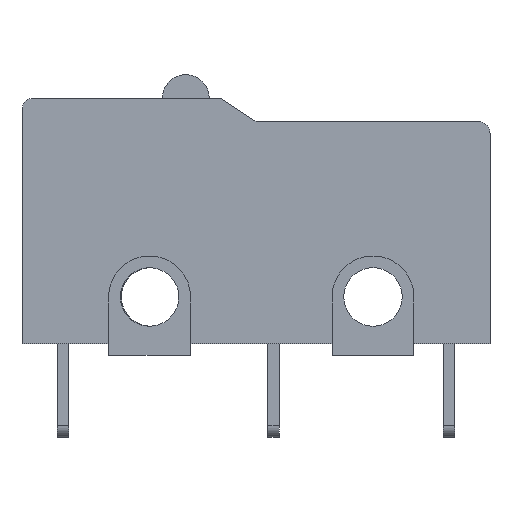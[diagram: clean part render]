
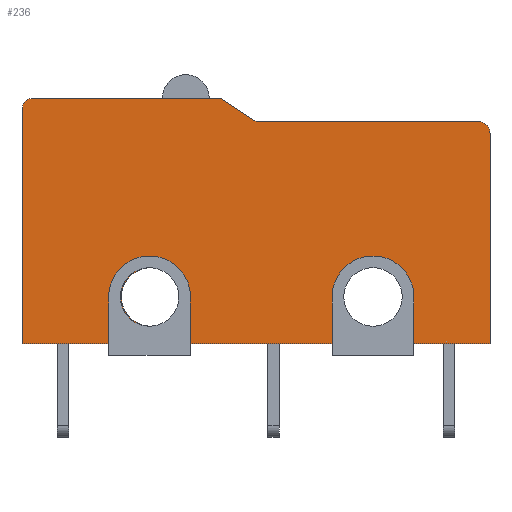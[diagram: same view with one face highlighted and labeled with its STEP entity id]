
A CAD part, front view. The second image highlights one B-rep face of the part: STEP entity #236.
In plain terms, the highlighted face is planar.
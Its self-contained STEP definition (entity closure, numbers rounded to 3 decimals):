
#75 = VERTEX_POINT('',#76);
#76 = CARTESIAN_POINT('',(20.,0.,6.));
#82 = EDGE_CURVE('',#75,#83,#85,.T.);
#83 = VERTEX_POINT('',#84);
#84 = CARTESIAN_POINT('',(20.,9.,6.));
#85 = LINE('',#86,#87);
#86 = CARTESIAN_POINT('',(20.,0.,6.));
#87 = VECTOR('',#88,1.);
#88 = DIRECTION('',(0.,1.,0.));
#193 = VERTEX_POINT('',#194);
#194 = CARTESIAN_POINT('',(19.5,9.5,6.));
#200 = EDGE_CURVE('',#83,#193,#201,.T.);
#201 = CIRCLE('',#202,0.5);
#202 = AXIS2_PLACEMENT_3D('',#203,#204,#205);
#203 = CARTESIAN_POINT('',(19.5,9.,6.));
#204 = DIRECTION('',(-0.,0.,1.));
#205 = DIRECTION('',(0.,-1.,0.));
#217 = VERTEX_POINT('',#218);
#218 = CARTESIAN_POINT('',(0.,0.,6.));
#224 = EDGE_CURVE('',#217,#75,#225,.T.);
#225 = LINE('',#226,#227);
#226 = CARTESIAN_POINT('',(0.,0.,6.));
#227 = VECTOR('',#228,1.);
#228 = DIRECTION('',(1.,0.,0.));
#236 = ADVANCED_FACE('',(#237,#281,#292),#303,.T.);
#237 = FACE_BOUND('',#238,.T.);
#238 = EDGE_LOOP('',(#239,#240,#241,#249,#257,#265,#274,#280));
#239 = ORIENTED_EDGE('',*,*,#82,.T.);
#240 = ORIENTED_EDGE('',*,*,#200,.T.);
#241 = ORIENTED_EDGE('',*,*,#242,.T.);
#242 = EDGE_CURVE('',#193,#243,#245,.T.);
#243 = VERTEX_POINT('',#244);
#244 = CARTESIAN_POINT('',(10.,9.5,6.));
#245 = LINE('',#246,#247);
#246 = CARTESIAN_POINT('',(20.,9.5,6.));
#247 = VECTOR('',#248,1.);
#248 = DIRECTION('',(-1.,0.,0.));
#249 = ORIENTED_EDGE('',*,*,#250,.T.);
#250 = EDGE_CURVE('',#243,#251,#253,.T.);
#251 = VERTEX_POINT('',#252);
#252 = CARTESIAN_POINT('',(8.5,10.5,6.));
#253 = LINE('',#254,#255);
#254 = CARTESIAN_POINT('',(10.,9.5,6.));
#255 = VECTOR('',#256,1.);
#256 = DIRECTION('',(-0.832,0.555,0.));
#257 = ORIENTED_EDGE('',*,*,#258,.T.);
#258 = EDGE_CURVE('',#251,#259,#261,.T.);
#259 = VERTEX_POINT('',#260);
#260 = CARTESIAN_POINT('',(0.5,10.5,6.));
#261 = LINE('',#262,#263);
#262 = CARTESIAN_POINT('',(8.5,10.5,6.));
#263 = VECTOR('',#264,1.);
#264 = DIRECTION('',(-1.,0.,0.));
#265 = ORIENTED_EDGE('',*,*,#266,.T.);
#266 = EDGE_CURVE('',#259,#267,#269,.T.);
#267 = VERTEX_POINT('',#268);
#268 = CARTESIAN_POINT('',(0.,10.,6.));
#269 = CIRCLE('',#270,0.5);
#270 = AXIS2_PLACEMENT_3D('',#271,#272,#273);
#271 = CARTESIAN_POINT('',(0.5,10.,6.));
#272 = DIRECTION('',(-0.,0.,1.));
#273 = DIRECTION('',(0.,-1.,0.));
#274 = ORIENTED_EDGE('',*,*,#275,.T.);
#275 = EDGE_CURVE('',#267,#217,#276,.T.);
#276 = LINE('',#277,#278);
#277 = CARTESIAN_POINT('',(0.,10.5,6.));
#278 = VECTOR('',#279,1.);
#279 = DIRECTION('',(0.,-1.,0.));
#280 = ORIENTED_EDGE('',*,*,#224,.T.);
#281 = FACE_BOUND('',#282,.F.);
#282 = EDGE_LOOP('',(#283));
#283 = ORIENTED_EDGE('',*,*,#284,.T.);
#284 = EDGE_CURVE('',#285,#285,#287,.T.);
#285 = VERTEX_POINT('',#286);
#286 = CARTESIAN_POINT('',(16.25,2.,6.));
#287 = CIRCLE('',#288,1.25);
#288 = AXIS2_PLACEMENT_3D('',#289,#290,#291);
#289 = CARTESIAN_POINT('',(15.,2.,6.));
#290 = DIRECTION('',(0.,0.,1.));
#291 = DIRECTION('',(1.,0.,0.));
#292 = FACE_BOUND('',#293,.F.);
#293 = EDGE_LOOP('',(#294));
#294 = ORIENTED_EDGE('',*,*,#295,.T.);
#295 = EDGE_CURVE('',#296,#296,#298,.T.);
#296 = VERTEX_POINT('',#297);
#297 = CARTESIAN_POINT('',(6.75,2.,6.));
#298 = CIRCLE('',#299,1.25);
#299 = AXIS2_PLACEMENT_3D('',#300,#301,#302);
#300 = CARTESIAN_POINT('',(5.5,2.,6.));
#301 = DIRECTION('',(0.,0.,1.));
#302 = DIRECTION('',(1.,0.,0.));
#303 = PLANE('',#304);
#304 = AXIS2_PLACEMENT_3D('',#305,#306,#307);
#305 = CARTESIAN_POINT('',(9.905,4.482,6.));
#306 = DIRECTION('',(0.,0.,1.));
#307 = DIRECTION('',(1.,0.,0.));
